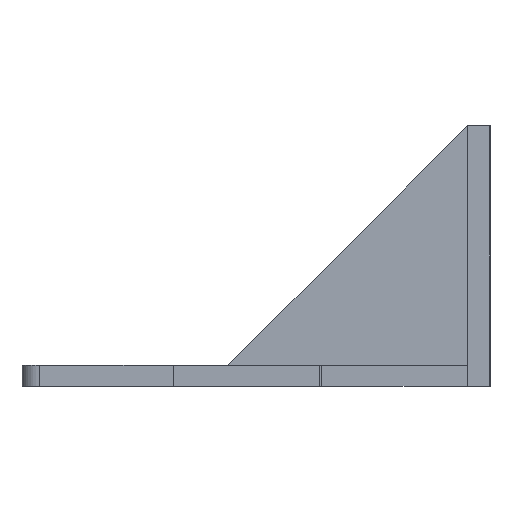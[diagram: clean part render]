
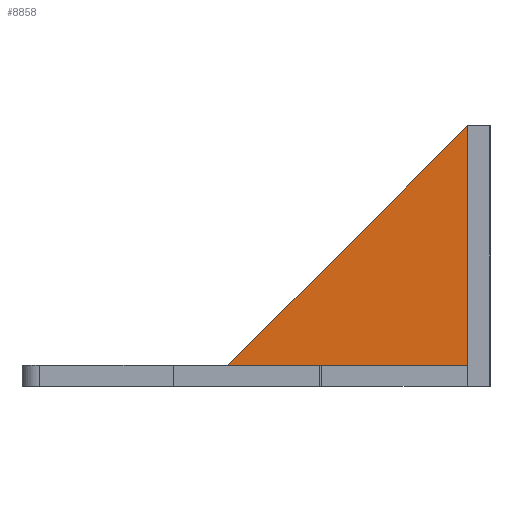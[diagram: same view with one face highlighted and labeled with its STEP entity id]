
A CAD part, left-side view. The second image highlights one B-rep face of the part: STEP entity #8858.
In plain terms, the highlighted planar face has unit normal (-1, 0, 0).
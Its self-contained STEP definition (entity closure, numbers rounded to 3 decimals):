
#8751=CARTESIAN_POINT('',(-342.1,265.5,4.5));
#8752=VERTEX_POINT('',#8751);
#8767=CARTESIAN_POINT('',(-342.1,265.5,73.341));
#8768=VERTEX_POINT('',#8767);
#8775=CARTESIAN_POINT('',(-342.1,265.5,4.5));
#8776=DIRECTION('',(0.,0.,1.));
#8777=VECTOR('',#8776,68.841);
#8778=LINE('',#8775,#8777);
#8779=EDGE_CURVE('',#8752,#8768,#8778,.T.);
#8789=CARTESIAN_POINT('',(-342.1,334.341,4.5));
#8790=VERTEX_POINT('',#8789);
#8791=CARTESIAN_POINT('',(-342.1,265.5,73.341));
#8792=DIRECTION('',(0.,0.707,-0.707));
#8793=VECTOR('',#8792,97.355);
#8794=LINE('',#8791,#8793);
#8795=EDGE_CURVE('',#8768,#8790,#8794,.T.);
#8827=CARTESIAN_POINT('',(-342.1,334.341,4.5));
#8828=DIRECTION('',(0.,-1.,0.));
#8829=VECTOR('',#8828,68.841);
#8830=LINE('',#8827,#8829);
#8831=EDGE_CURVE('',#8790,#8752,#8830,.T.);
#8848=CARTESIAN_POINT('',(-342.1,242.5,0.));
#8849=DIRECTION('',(-1.,0.,0.));
#8850=DIRECTION('',(0.,-1.,0.));
#8851=AXIS2_PLACEMENT_3D('',#8848,#8849,#8850);
#8852=PLANE('',#8851);
#8853=ORIENTED_EDGE('',*,*,#8831,.T.);
#8854=ORIENTED_EDGE('',*,*,#8779,.T.);
#8855=ORIENTED_EDGE('',*,*,#8795,.T.);
#8856=EDGE_LOOP('',(#8853,#8854,#8855));
#8857=FACE_BOUND('',#8856,.T.);
#8858=ADVANCED_FACE('',(#8857),#8852,.T.);
